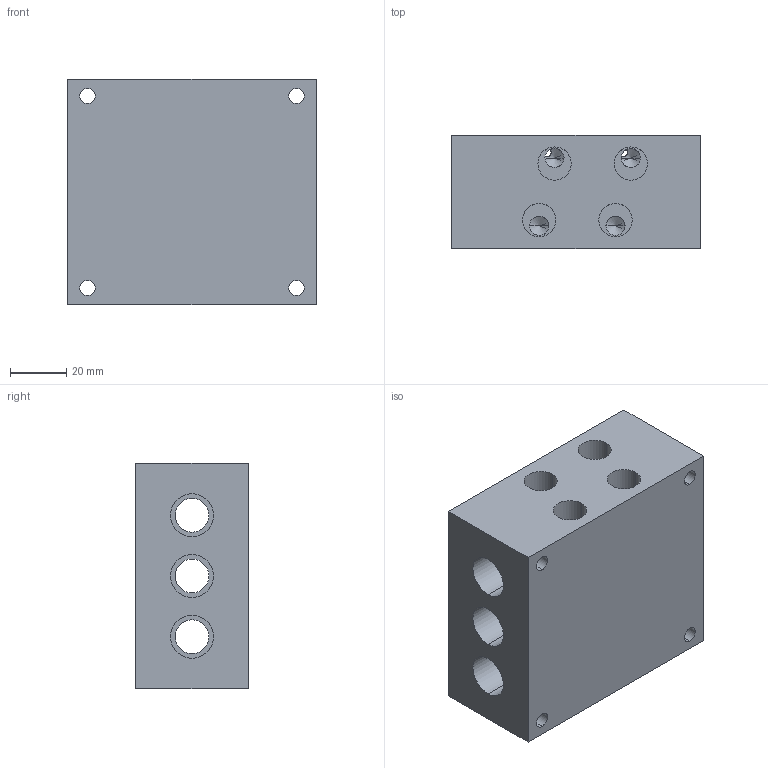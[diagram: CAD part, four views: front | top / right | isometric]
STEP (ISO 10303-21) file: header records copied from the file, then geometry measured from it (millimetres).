
FILE_DESCRIPTION (( 'STEP AP214' ), '1' );
FILE_NAME ('05_062_1.STEP', '2016-02-19T14:53:20', ( '' ), ( '' ), 'SwSTEP 2.0', 'SolidWorks 2016', '' );
FILE_SCHEMA (( 'AUTOMOTIVE_DESIGN' ));
Length unit declared in the file: millimetre
Products named in the file (1): 05_062_1
Bounding box: 88 x 40 x 80 mm (x, y, z)
Volume: 222661.3 mm3; surface area: 51116.2 mm2
Topology: 1 solids, 1 shells, 278 faces, 728 edges, 440 vertices
Faces by surface type: cylinder 156, plane 66, cone 56
Entity records: 10308 total; most frequent: CARTESIAN_POINT 2995, DIRECTION 1444, ORIENTED_EDGE 1368, EDGE_CURVE 684, AXIS2_PLACEMENT_3D 557, VERTEX_POINT 440, EDGE_LOOP 364, LINE 330
